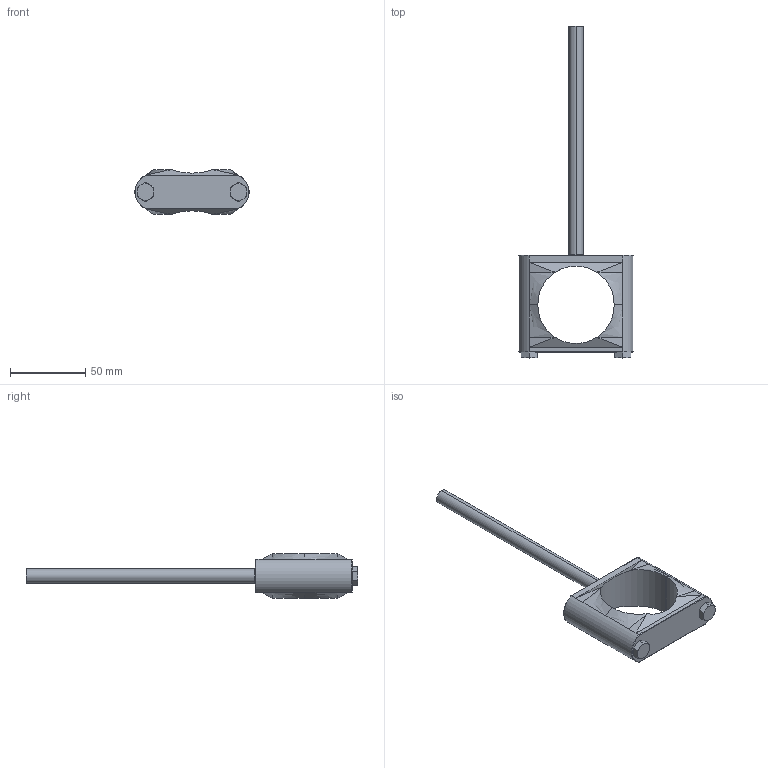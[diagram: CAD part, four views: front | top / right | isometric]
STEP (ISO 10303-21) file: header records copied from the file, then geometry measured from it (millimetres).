
FILE_DESCRIPTION (( 'STEP AP214' ), '1' );
FILE_NAME ('CSDW6R2.0T304ZP.STEP', '2023-05-29T08:46:21', ( '' ), ( '' ), 'SwSTEP 2.0', 'SolidWorks 2018', '' );
FILE_SCHEMA (( 'AUTOMOTIVE_DESIGN' ));
Length unit declared in the file: inch
Products named in the file (1): CSDW6R2.0T304ZP
Bounding box: 75.85 x 220.58 x 29.84 mm (x, y, z)
Volume: 73272.3 mm3; surface area: 20312 mm2
Topology: 1 solids, 1 shells, 73 faces, 170 edges, 100 vertices
Faces by surface type: plane 35, cone 16, cylinder 10, bspline 8, torus 4
Entity records: 2480 total; most frequent: CARTESIAN_POINT 916, ORIENTED_EDGE 340, DIRECTION 270, EDGE_CURVE 170, VERTEX_POINT 100, AXIS2_PLACEMENT_3D 94, LINE 82, VECTOR 82
